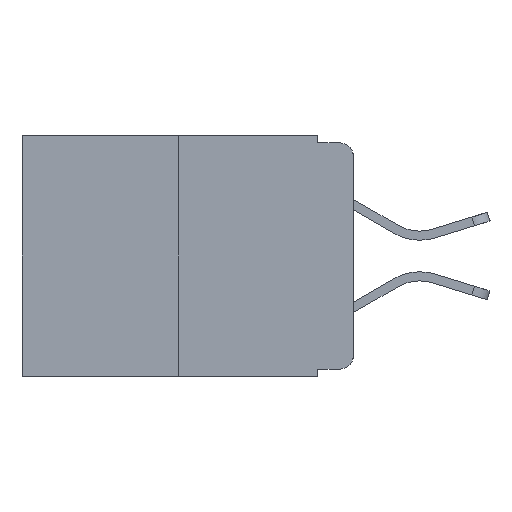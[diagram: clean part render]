
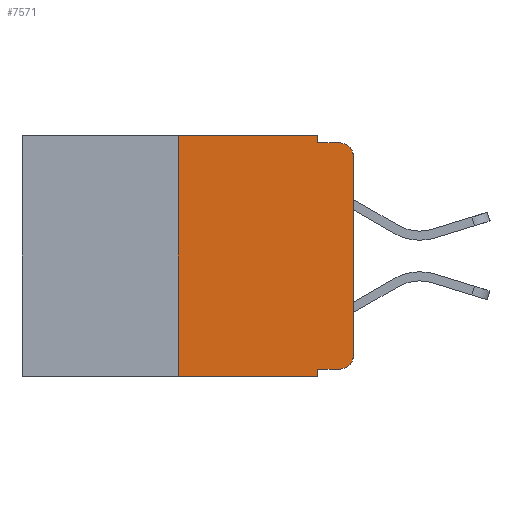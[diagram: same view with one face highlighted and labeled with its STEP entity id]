
A CAD part, left-side view. The second image highlights one B-rep face of the part: STEP entity #7571.
In plain terms, the highlighted planar face has unit normal (-1, 0, 0).
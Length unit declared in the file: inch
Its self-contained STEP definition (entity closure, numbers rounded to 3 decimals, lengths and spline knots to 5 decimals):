
#84 = CARTESIAN_POINT ( 'NONE',  ( 0., 0.02, -0.333 ) ) ;
#144 = CARTESIAN_POINT ( 'NONE',  ( 0., 0.02, -0.313 ) ) ;
#185 = CIRCLE ( 'NONE', #1950, 0.02 ) ;
#397 = CARTESIAN_POINT ( 'NONE',  ( 0., 0.051, 0. ) ) ;
#514 = CARTESIAN_POINT ( 'NONE',  ( 0., 0.473, 0. ) ) ;
#752 = ORIENTED_EDGE ( 'NONE', *, *, #18623, .T. ) ;
#821 = EDGE_CURVE ( 'NONE', #5734, #20753, #13156, .T. ) ;
#1086 = EDGE_CURVE ( 'NONE', #2563, #5734, #11805, .T. ) ;
#1131 = AXIS2_PLACEMENT_3D ( 'NONE', #15164, #4869, #16877 ) ;
#1826 = ORIENTED_EDGE ( 'NONE', *, *, #17616, .T. ) ;
#1881 = DIRECTION ( 'NONE',  ( 0., 0., -1. ) ) ;
#1932 = VERTEX_POINT ( 'NONE', #84 ) ;
#1950 = AXIS2_PLACEMENT_3D ( 'NONE', #144, #12213, #1881 ) ;
#2080 = CARTESIAN_POINT ( 'NONE',  ( 0., 0.051, -0.333 ) ) ;
#2248 = PLANE ( 'NONE',  #16651 ) ;
#2563 = VERTEX_POINT ( 'NONE', #14292 ) ;
#2935 = CARTESIAN_POINT ( 'NONE',  ( 0., 0.051, -0.333 ) ) ;
#3694 = CARTESIAN_POINT ( 'NONE',  ( 0., 0.051, -0.01 ) ) ;
#3779 = DIRECTION ( 'NONE',  ( 0., 0., 1. ) ) ;
#3908 = VECTOR ( 'NONE', #8899, 39.37008 ) ;
#3956 = DIRECTION ( 'NONE',  ( 1., 0., 0. ) ) ;
#4213 = ORIENTED_EDGE ( 'NONE', *, *, #20568, .T. ) ;
#4869 = DIRECTION ( 'NONE',  ( -1., 0., 0. ) ) ;
#4941 = DIRECTION ( 'NONE',  ( 0., 0., 1. ) ) ;
#4952 = VERTEX_POINT ( 'NONE', #3694 ) ;
#5569 = LINE ( 'NONE', #14490, #10173 ) ;
#5708 = CARTESIAN_POINT ( 'NONE',  ( 0., 0.25, 0. ) ) ;
#5734 = VERTEX_POINT ( 'NONE', #5708 ) ;
#6355 = VERTEX_POINT ( 'NONE', #19288 ) ;
#6846 = LINE ( 'NONE', #397, #18840 ) ;
#6895 = EDGE_CURVE ( 'NONE', #20753, #4952, #6846, .T. ) ;
#7005 = LINE ( 'NONE', #2935, #20567 ) ;
#7571 = ADVANCED_FACE ( 'NONE', ( #9492 ), #2248, .F. ) ;
#7813 = ORIENTED_EDGE ( 'NONE', *, *, #821, .F. ) ;
#7964 = VECTOR ( 'NONE', #4941, 39.37008 ) ;
#8899 = DIRECTION ( 'NONE',  ( 0., -1., 0. ) ) ;
#9113 = CARTESIAN_POINT ( 'NONE',  ( 0., 0.051, 0. ) ) ;
#9404 = ORIENTED_EDGE ( 'NONE', *, *, #1086, .F. ) ;
#9492 = FACE_OUTER_BOUND ( 'NONE', #11193, .T. ) ;
#9996 = VERTEX_POINT ( 'NONE', #14107 ) ;
#10173 = VECTOR ( 'NONE', #17970, 39.37008 ) ;
#10195 = ORIENTED_EDGE ( 'NONE', *, *, #16034, .F. ) ;
#10717 = CIRCLE ( 'NONE', #1131, 0.02 ) ;
#11193 = EDGE_LOOP ( 'NONE', ( #4213, #22116, #10195, #15778, #7813, #9404, #752, #15013, #1826, #20549 ) ) ;
#11472 = DIRECTION ( 'NONE',  ( 0., -1., 0. ) ) ;
#11805 = LINE ( 'NONE', #14034, #16862 ) ;
#12213 = DIRECTION ( 'NONE',  ( -1., 0., 0. ) ) ;
#12328 = VECTOR ( 'NONE', #12484, 39.37008 ) ;
#12484 = DIRECTION ( 'NONE',  ( 0., -1., 0. ) ) ;
#12568 = LINE ( 'NONE', #19074, #3908 ) ;
#12622 = VECTOR ( 'NONE', #21654, 39.37008 ) ;
#13026 = VERTEX_POINT ( 'NONE', #17466 ) ;
#13156 = LINE ( 'NONE', #13741, #12622 ) ;
#13741 = CARTESIAN_POINT ( 'NONE',  ( 0., 0.473, 0. ) ) ;
#14034 = CARTESIAN_POINT ( 'NONE',  ( 0., 0.25, 0. ) ) ;
#14107 = CARTESIAN_POINT ( 'NONE',  ( 0., 0., -0.313 ) ) ;
#14168 = VERTEX_POINT ( 'NONE', #17491 ) ;
#14292 = CARTESIAN_POINT ( 'NONE',  ( 0., 0.25, -0.343 ) ) ;
#14490 = CARTESIAN_POINT ( 'NONE',  ( 0., 0.051, 0. ) ) ;
#15013 = ORIENTED_EDGE ( 'NONE', *, *, #18743, .F. ) ;
#15164 = CARTESIAN_POINT ( 'NONE',  ( 0., 0.02, -0.03 ) ) ;
#15319 = EDGE_CURVE ( 'NONE', #1932, #9996, #185, .T. ) ;
#15360 = CARTESIAN_POINT ( 'NONE',  ( 0., 0., 0. ) ) ;
#15778 = ORIENTED_EDGE ( 'NONE', *, *, #6895, .F. ) ;
#15854 = DIRECTION ( 'NONE',  ( 0., 0., -1. ) ) ;
#15973 = DIRECTION ( 'NONE',  ( 0., 0., -1. ) ) ;
#16034 = EDGE_CURVE ( 'NONE', #4952, #13026, #12568, .T. ) ;
#16056 = VERTEX_POINT ( 'NONE', #2080 ) ;
#16470 = LINE ( 'NONE', #15360, #7964 ) ;
#16651 = AXIS2_PLACEMENT_3D ( 'NONE', #514, #3956, #15973 ) ;
#16862 = VECTOR ( 'NONE', #3779, 39.37008 ) ;
#16877 = DIRECTION ( 'NONE',  ( 0., 0., -1. ) ) ;
#17379 = LINE ( 'NONE', #17602, #12328 ) ;
#17466 = CARTESIAN_POINT ( 'NONE',  ( 0., 0.02, -0.01 ) ) ;
#17491 = CARTESIAN_POINT ( 'NONE',  ( 0., 0., -0.03 ) ) ;
#17602 = CARTESIAN_POINT ( 'NONE',  ( 0., 0.473, -0.343 ) ) ;
#17616 = EDGE_CURVE ( 'NONE', #16056, #1932, #7005, .T. ) ;
#17970 = DIRECTION ( 'NONE',  ( 0., 0., -1. ) ) ;
#18334 = EDGE_CURVE ( 'NONE', #14168, #13026, #10717, .T. ) ;
#18623 = EDGE_CURVE ( 'NONE', #2563, #6355, #17379, .T. ) ;
#18743 = EDGE_CURVE ( 'NONE', #16056, #6355, #5569, .T. ) ;
#18840 = VECTOR ( 'NONE', #15854, 39.37008 ) ;
#19074 = CARTESIAN_POINT ( 'NONE',  ( 0., 0.051, -0.01 ) ) ;
#19288 = CARTESIAN_POINT ( 'NONE',  ( 0., 0.051, -0.343 ) ) ;
#20549 = ORIENTED_EDGE ( 'NONE', *, *, #15319, .T. ) ;
#20567 = VECTOR ( 'NONE', #11472, 39.37008 ) ;
#20568 = EDGE_CURVE ( 'NONE', #9996, #14168, #16470, .T. ) ;
#20753 = VERTEX_POINT ( 'NONE', #9113 ) ;
#21654 = DIRECTION ( 'NONE',  ( 0., -1., 0. ) ) ;
#22116 = ORIENTED_EDGE ( 'NONE', *, *, #18334, .T. ) ;
